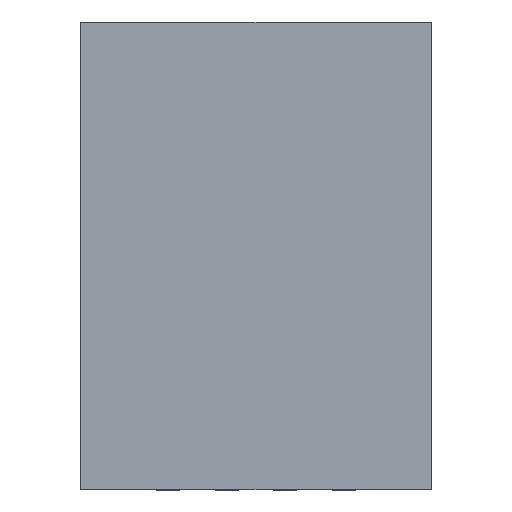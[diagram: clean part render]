
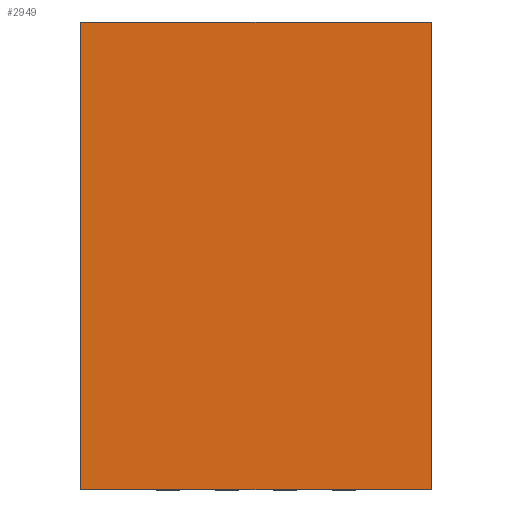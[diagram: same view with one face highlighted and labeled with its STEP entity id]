
A CAD part, top view. The second image highlights one B-rep face of the part: STEP entity #2949.
In plain terms, the highlighted face is planar.
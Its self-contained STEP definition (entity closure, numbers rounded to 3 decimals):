
#1235=VERTEX_POINT('',#1236);
#1236=CARTESIAN_POINT('',(-1.5,0.775,-2.0));
#1242=EDGE_CURVE('',#1235,#1243,#1245,.F.);
#1243=VERTEX_POINT('',#1244);
#1244=CARTESIAN_POINT('',(1.5,0.775,-2.0));
#1245=LINE('',#1246,#1247);
#1246=CARTESIAN_POINT('',(1.5,0.775,-2.0));
#1247=VECTOR('',#1248,1.0);
#1248=DIRECTION('',(-1.0,0.0,0.0));
#1702=EDGE_CURVE('',#1243,#1703,#1705,.F.);
#1703=VERTEX_POINT('',#1704);
#1704=CARTESIAN_POINT('',(1.5,0.775,2.0));
#1705=LINE('',#1706,#1707);
#1706=CARTESIAN_POINT('',(1.5,0.775,2.0));
#1707=VECTOR('',#1708,1.0);
#1708=DIRECTION('',(0.0,0.0,-1.0));
#2471=EDGE_CURVE('',#1703,#2472,#2474,.F.);
#2472=VERTEX_POINT('',#2473);
#2473=CARTESIAN_POINT('',(-1.5,0.775,2.0));
#2474=LINE('',#2475,#2476);
#2475=CARTESIAN_POINT('',(-1.5,0.775,2.0));
#2476=VECTOR('',#2477,1.0);
#2477=DIRECTION('',(1.0,0.0,0.0));
#2778=EDGE_CURVE('',#2472,#1235,#2779,.F.);
#2779=LINE('',#2780,#2781);
#2780=CARTESIAN_POINT('',(-1.5,0.775,-2.0));
#2781=VECTOR('',#2782,1.0);
#2782=DIRECTION('',(0.0,0.0,1.0));
#2949=ADVANCED_FACE('',(#2950),#2956,.T.);
#2950=FACE_BOUND('',#2951,.T.);
#2951=EDGE_LOOP('',(#2952,#2953,#2954,#2955));
#2952=ORIENTED_EDGE('',*,*,#2471,.F.);
#2953=ORIENTED_EDGE('',*,*,#1702,.F.);
#2954=ORIENTED_EDGE('',*,*,#1242,.F.);
#2955=ORIENTED_EDGE('',*,*,#2778,.F.);
#2956=PLANE('',#2957);
#2957=AXIS2_PLACEMENT_3D('',#2958,#2959,#2960);
#2958=CARTESIAN_POINT('',(0.0,0.775,0.0));
#2959=DIRECTION('',(0.0,1.0,0.0));
#2960=DIRECTION('',(1.0,0.0,0.0));
